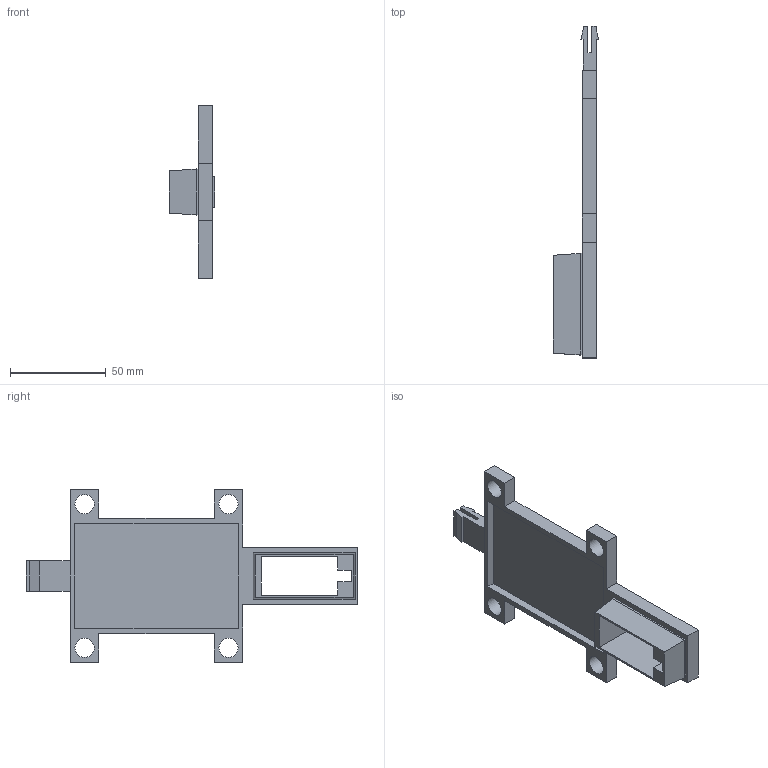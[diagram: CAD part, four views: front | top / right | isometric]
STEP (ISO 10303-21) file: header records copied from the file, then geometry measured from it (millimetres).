
FILE_DESCRIPTION(('FreeCAD Model'),'2;1');
FILE_NAME('Open CASCADE Shape Model','2025-10-16T12:03:07',('Author'),( ''),'Open CASCADE STEP processor 7.8','FreeCAD','Unknown');
FILE_SCHEMA(('AUTOMOTIVE_DESIGN { 1 0 10303 214 1 1 1 1 }'));
Length unit declared in the file: millimetre
Products named in the file (1): FrontToRearAxleConnector
Bounding box: 23.68 x 173.01 x 90 mm (x, y, z)
Volume: 41045.7 mm3; surface area: 26619.7 mm2
Topology: 1 solids, 1 shells, 59 faces, 158 edges, 104 vertices
Faces by surface type: plane 55, cylinder 4
Full cylindrical faces by diameter (mm): 10 x4
Entity records: 1850 total; most frequent: CARTESIAN_POINT 322, ORIENTED_EDGE 316, DIRECTION 286, EDGE_CURVE 158, LINE 150, VECTOR 150, VERTEX_POINT 104, FACE_BOUND 72
